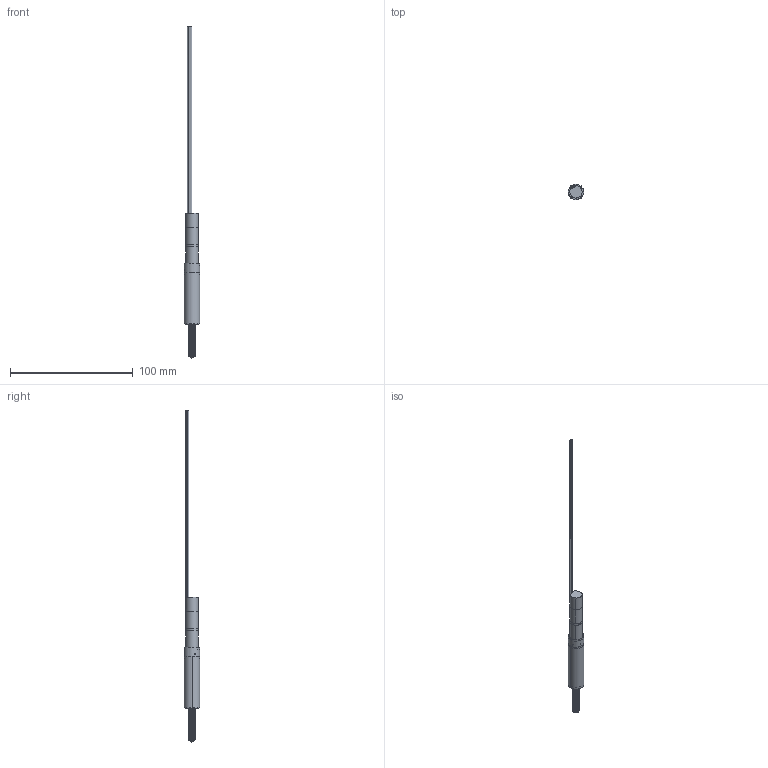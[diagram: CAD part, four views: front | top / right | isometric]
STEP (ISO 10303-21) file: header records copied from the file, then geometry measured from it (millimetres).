
FILE_DESCRIPTION (( 'STEP AP214' ), '1' );
FILE_NAME ('8629-E0W.step', '2007-11-09T08:34:29', ( ' ' ), ( ' ' ), 'SwSTEP 2.0', 'SolidWorks 2007', '' );
FILE_SCHEMA (( 'AUTOMOTIVE_DESIGN' ));
Length unit declared in the file: inch
Products named in the file (1): 8629-E0W
Bounding box: 12.7 x 12.7 x 269.92 mm (x, y, z)
Surface area: 9552.9 mm2 (no closed solid volume)
Topology: 0 solids, 14 shells, 247 faces, 813 edges, 565 vertices
Faces by surface type: cylinder 205, plane 23, cone 9, bspline 8, sphere 2
Entity records: 21510 total; most frequent: CARTESIAN_POINT 12243, ORIENTED_EDGE 1455, DIRECTION 1045, EDGE_CURVE 808, VERTEX_POINT 562, AXIS2_PLACEMENT_3D 378, VECTOR 289, LINE 289
